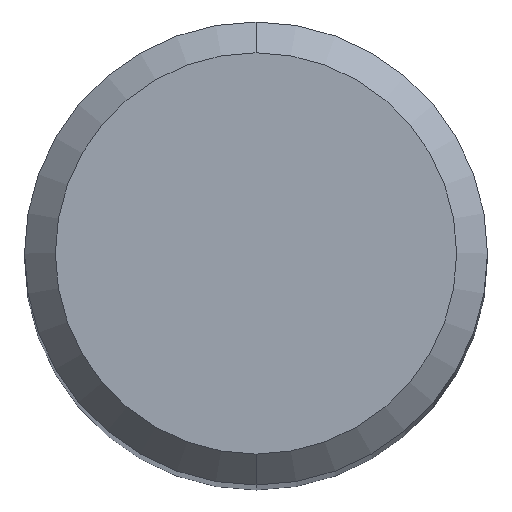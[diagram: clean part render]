
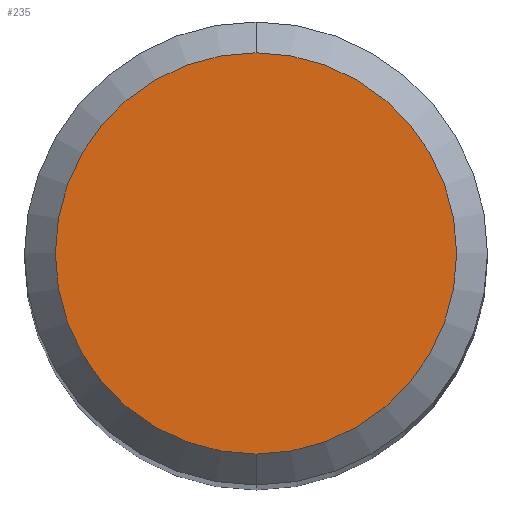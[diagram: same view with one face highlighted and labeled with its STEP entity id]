
A CAD part, top view. The second image highlights one B-rep face of the part: STEP entity #235.
In plain terms, the highlighted planar face has unit normal (0, 0, 1).
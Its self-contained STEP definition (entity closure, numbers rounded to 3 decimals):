
#235=ADVANCED_FACE('',(#531),#532,.T.);
#253=VERTEX_POINT('',#552);
#303=EDGE_CURVE('',#305,#253,#608,.T.);
#305=VERTEX_POINT('',#610);
#417=EDGE_CURVE('',#253,#305,#733,.T.);
#531=FACE_OUTER_BOUND('',#912,.T.);
#532=PLANE('',#913);
#552=CARTESIAN_POINT('',(0.,-2.6,0.0));
#608=CIRCLE('',#1073,2.6);
#610=CARTESIAN_POINT('',(0.0,2.6,0.0));
#733=CIRCLE('',#1337,2.6);
#912=EDGE_LOOP('',(#1439,#1440));
#913=AXIS2_PLACEMENT_3D('',#1441,#1442,#1443);
#1073=AXIS2_PLACEMENT_3D('',#1538,#1539,#1540);
#1337=AXIS2_PLACEMENT_3D('',#1675,#1676,#1677);
#1439=ORIENTED_EDGE('',*,*,#303,.F.);
#1440=ORIENTED_EDGE('',*,*,#417,.F.);
#1441=CARTESIAN_POINT('',(0.0,1.3,0.0));
#1442=DIRECTION('',(-0.0,0.0,1.0));
#1443=DIRECTION('',(0.0,-1.0,0.0));
#1538=CARTESIAN_POINT('',(0.0,0.0,0.0));
#1539=DIRECTION('',(0.0,0.0,-1.0));
#1540=DIRECTION('',(0.0,1.0,0.0));
#1675=CARTESIAN_POINT('',(0.0,0.0,0.0));
#1676=DIRECTION('',(0.0,0.0,-1.0));
#1677=DIRECTION('',(0.0,1.0,0.0));
